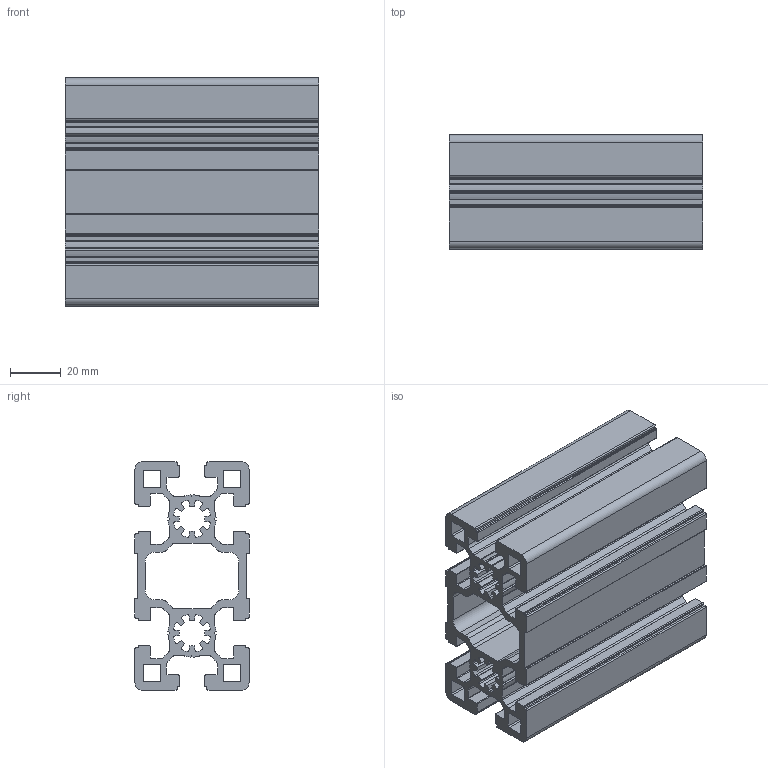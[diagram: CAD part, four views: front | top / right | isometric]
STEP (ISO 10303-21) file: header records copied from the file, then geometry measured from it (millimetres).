
FILE_DESCRIPTION (( 'STEP AP214' ), '1' );
FILE_NAME ('084.105.019.STEP', '2020-07-23T08:04:23', ( '' ), ( '' ), 'SwSTEP 2.0', 'SolidWorks 2018', '' );
FILE_SCHEMA (( 'AUTOMOTIVE_DESIGN' ));
Length unit declared in the file: millimetre
Products named in the file (1): 084.105.019
Bounding box: 100 x 45 x 90 mm (x, y, z)
Volume: 151320.3 mm3; surface area: 92743.3 mm2
Topology: 1 solids, 1 shells, 419 faces, 1251 edges, 834 vertices
Faces by surface type: cylinder 243, plane 176
Entity records: 14333 total; most frequent: DIRECTION 2577, CARTESIAN_POINT 2505, ORIENTED_EDGE 2502, EDGE_CURVE 1251, AXIS2_PLACEMENT_3D 906, VERTEX_POINT 834, VECTOR 765, LINE 765
